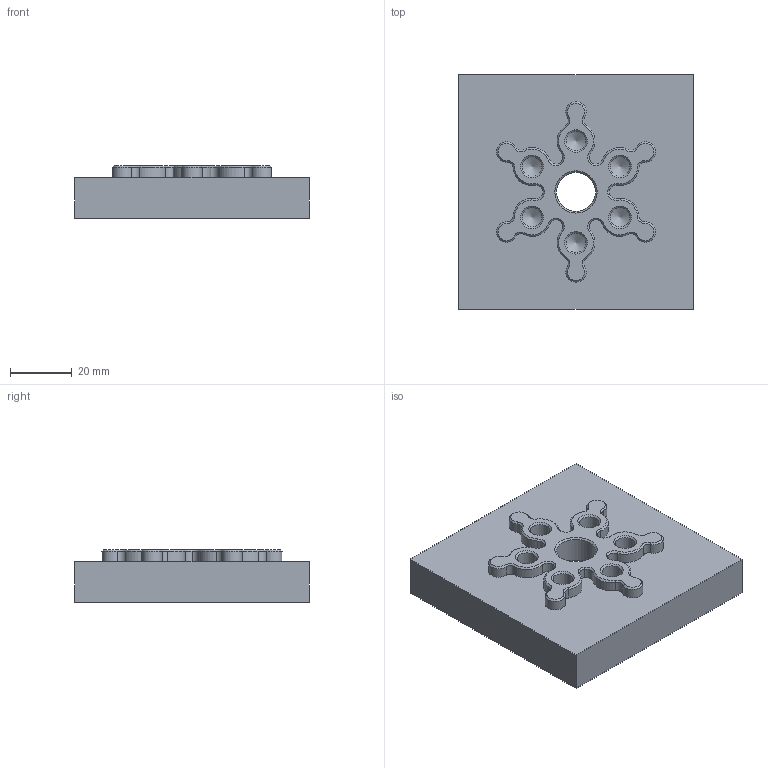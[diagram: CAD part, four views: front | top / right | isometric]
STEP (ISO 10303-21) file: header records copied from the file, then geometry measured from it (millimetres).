
FILE_DESCRIPTION(/* description */ ('STEP AP242','CAx-IF Rec.Pracs.---Representation and Presentation of Product Manufacturing Information (PMI)---4.0---2014-10-13','CAx-IF Rec.Pracs.---3D Tessellated Geometry---0.4---2014-09-14','2;1'),/* implementation_level */ '2;1');
FILE_NAME(/* name */ '6606ea95ab71be738be075c5',/* time_stamp */ '2024-03-29T16:21:42Z',/* author */ (''),/* organization */ (''),/* preprocessor_version */ 'ST-DEVELOPER v19.4',/* originating_system */ ' ',/* authorisation */ ' ');
FILE_SCHEMA (('AP242_MANAGED_MODEL_BASED_3D_ENGINEERING_MIM_LF { 1 0 10303 442 1 1 4 }'));
Length unit declared in the file: metre
Products named in the file (1): 2 SIDED HARBINGER
Bounding box: 76.2 x 76.2 x 17.14 mm (x, y, z)
Volume: 55765.6 mm3; surface area: 18826.4 mm2
Topology: 1 solids, 1 shells, 115 faces, 278 edges, 167 vertices
Faces by surface type: cone 57, cylinder 50, plane 8
Full cylindrical faces by diameter (mm): 6.35 x6, 12.7 x1, 63.5 x1
Entity records: 3232 total; most frequent: DIRECTION 624, CARTESIAN_POINT 546, ORIENTED_EDGE 494, AXIS2_PLACEMENT_3D 267, EDGE_CURVE 247, VERTEX_POINT 165, CIRCLE 151, FACE_BOUND 148
